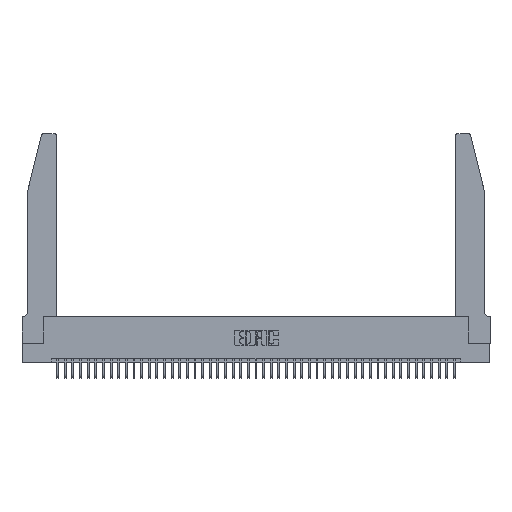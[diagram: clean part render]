
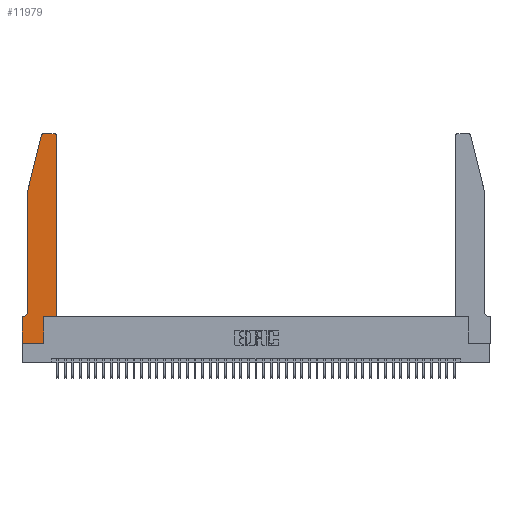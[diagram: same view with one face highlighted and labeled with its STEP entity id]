
A CAD part, top view. The second image highlights one B-rep face of the part: STEP entity #11979.
In plain terms, the highlighted planar face has unit normal (0, 0, 1).
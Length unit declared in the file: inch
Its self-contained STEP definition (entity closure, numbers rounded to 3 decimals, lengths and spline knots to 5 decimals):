
#680 = DIRECTION ( 'NONE',  ( 0., 0., 1. ) ) ;
#836 = VECTOR ( 'NONE', #1142, 39.37008 ) ;
#1142 = DIRECTION ( 'NONE',  ( -0.239, -0.971, 0. ) ) ;
#1698 = VERTEX_POINT ( 'NONE', #12551 ) ;
#1868 = CARTESIAN_POINT ( 'NONE',  ( 0.2865, 0., 0.37 ) ) ;
#1992 = CARTESIAN_POINT ( 'NONE',  ( 0.4205, 2.72, 0.37 ) ) ;
#2354 = CARTESIAN_POINT ( 'NONE',  ( 0.0755, 0.35, 0.37 ) ) ;
#2922 = CARTESIAN_POINT ( 'NONE',  ( 0., 0., 0.37 ) ) ;
#3293 = CIRCLE ( 'NONE', #9077, 0.03 ) ;
#3339 = VERTEX_POINT ( 'NONE', #30994 ) ;
#3408 = AXIS2_PLACEMENT_3D ( 'NONE', #45973, #31199, #13734 ) ;
#3542 = CARTESIAN_POINT ( 'NONE',  ( 0.0055, 0.35, 0.37 ) ) ;
#3569 = LINE ( 'NONE', #26064, #22095 ) ;
#4222 = DIRECTION ( 'NONE',  ( -1., 0., 0. ) ) ;
#4417 = ORIENTED_EDGE ( 'NONE', *, *, #5544, .T. ) ;
#4716 = LINE ( 'NONE', #10073, #35066 ) ;
#4813 = VECTOR ( 'NONE', #4222, 39.37008 ) ;
#5344 = CARTESIAN_POINT ( 'NONE',  ( 0.4505, 0.35, 0.37 ) ) ;
#5544 = EDGE_CURVE ( 'NONE', #35723, #3339, #35107, .T. ) ;
#5760 = VERTEX_POINT ( 'NONE', #3542 ) ;
#6297 = ORIENTED_EDGE ( 'NONE', *, *, #33237, .T. ) ;
#6305 = ORIENTED_EDGE ( 'NONE', *, *, #41001, .T. ) ;
#6898 = VERTEX_POINT ( 'NONE', #40275 ) ;
#7795 = VECTOR ( 'NONE', #30298, 39.37008 ) ;
#8462 = AXIS2_PLACEMENT_3D ( 'NONE', #28666, #24887, #21298 ) ;
#9077 = AXIS2_PLACEMENT_3D ( 'NONE', #1992, #27224, #13096 ) ;
#10073 = CARTESIAN_POINT ( 'NONE',  ( 0., 0., 0.37 ) ) ;
#10269 = DIRECTION ( 'NONE',  ( 0., 1., 0. ) ) ;
#10385 = CIRCLE ( 'NONE', #8462, 0.07 ) ;
#10794 = VECTOR ( 'NONE', #12330, 39.37008 ) ;
#11706 = EDGE_CURVE ( 'NONE', #3339, #21662, #33667, .T. ) ;
#11843 = EDGE_CURVE ( 'NONE', #27514, #6898, #3293, .T. ) ;
#11979 = ADVANCED_FACE ( 'NONE', ( #38132 ), #27233, .T. ) ;
#12031 = LINE ( 'NONE', #33152, #39624 ) ;
#12330 = DIRECTION ( 'NONE',  ( -1., 0., 0. ) ) ;
#12551 = CARTESIAN_POINT ( 'NONE',  ( 0.284, 2.75, 0.37 ) ) ;
#13096 = DIRECTION ( 'NONE',  ( 1., 0., 0. ) ) ;
#13373 = CARTESIAN_POINT ( 'NONE',  ( 0., 0.35, 0.37 ) ) ;
#13734 = DIRECTION ( 'NONE',  ( 1., 0., 0. ) ) ;
#14845 = CIRCLE ( 'NONE', #46282, 0.03 ) ;
#18401 = DIRECTION ( 'NONE',  ( 0., -1., 0. ) ) ;
#18729 = DIRECTION ( 'NONE',  ( 1., 0., 0. ) ) ;
#18761 = LINE ( 'NONE', #39333, #24367 ) ;
#20001 = LINE ( 'NONE', #32353, #4813 ) ;
#20275 = VERTEX_POINT ( 'NONE', #13373 ) ;
#20307 = DIRECTION ( 'NONE',  ( 0., -1., 0. ) ) ;
#21127 = CARTESIAN_POINT ( 'NONE',  ( 0.4505, 0.35, 0.37 ) ) ;
#21298 = DIRECTION ( 'NONE',  ( -1., 0., 0. ) ) ;
#21579 = CARTESIAN_POINT ( 'NONE',  ( 0.25487, 2.72718, 0.37 ) ) ;
#21662 = VERTEX_POINT ( 'NONE', #21127 ) ;
#21803 = CARTESIAN_POINT ( 'NONE',  ( 0.0755, 0.42, 0.37 ) ) ;
#21921 = EDGE_CURVE ( 'NONE', #27137, #27446, #23902, .T. ) ;
#22095 = VECTOR ( 'NONE', #37082, 39.37008 ) ;
#22177 = EDGE_CURVE ( 'NONE', #27446, #39947, #12031, .T. ) ;
#23902 = LINE ( 'NONE', #33341, #836 ) ;
#24231 = DIRECTION ( 'NONE',  ( 0., 1., 0. ) ) ;
#24367 = VECTOR ( 'NONE', #10269, 39.37008 ) ;
#24887 = DIRECTION ( 'NONE',  ( 0., 0., -1. ) ) ;
#25845 = ORIENTED_EDGE ( 'NONE', *, *, #22177, .T. ) ;
#26064 = CARTESIAN_POINT ( 'NONE',  ( 0., 0., 0.37 ) ) ;
#27137 = VERTEX_POINT ( 'NONE', #21579 ) ;
#27224 = DIRECTION ( 'NONE',  ( 0., 0., 1. ) ) ;
#27233 = PLANE ( 'NONE',  #3408 ) ;
#27446 = VERTEX_POINT ( 'NONE', #42463 ) ;
#27514 = VERTEX_POINT ( 'NONE', #38835 ) ;
#27670 = LINE ( 'NONE', #2354, #10794 ) ;
#28243 = EDGE_CURVE ( 'NONE', #5760, #20275, #27670, .T. ) ;
#28666 = CARTESIAN_POINT ( 'NONE',  ( 0.0055, 0.42, 0.37 ) ) ;
#28979 = ORIENTED_EDGE ( 'NONE', *, *, #40727, .T. ) ;
#29894 = CARTESIAN_POINT ( 'NONE',  ( 0.284, 2.72, 0.37 ) ) ;
#30298 = DIRECTION ( 'NONE',  ( 1., 0., 0. ) ) ;
#30994 = CARTESIAN_POINT ( 'NONE',  ( 0.2865, 0.35, 0.37 ) ) ;
#31199 = DIRECTION ( 'NONE',  ( 0., 0., 1. ) ) ;
#31851 = ORIENTED_EDGE ( 'NONE', *, *, #21921, .T. ) ;
#31970 = ORIENTED_EDGE ( 'NONE', *, *, #39890, .T. ) ;
#32353 = CARTESIAN_POINT ( 'NONE',  ( 0.2605, 2.75, 0.37 ) ) ;
#33152 = CARTESIAN_POINT ( 'NONE',  ( 0.0755, 2., 0.37 ) ) ;
#33237 = EDGE_CURVE ( 'NONE', #39947, #5760, #10385, .T. ) ;
#33341 = CARTESIAN_POINT ( 'NONE',  ( 0.0755, 2., 0.37 ) ) ;
#33667 = LINE ( 'NONE', #5344, #7795 ) ;
#34092 = EDGE_CURVE ( 'NONE', #21662, #27514, #18761, .T. ) ;
#34436 = EDGE_CURVE ( 'NONE', #37979, #35723, #3569, .T. ) ;
#35066 = VECTOR ( 'NONE', #20307, 39.37008 ) ;
#35107 = LINE ( 'NONE', #39152, #43535 ) ;
#35496 = ORIENTED_EDGE ( 'NONE', *, *, #11706, .T. ) ;
#35723 = VERTEX_POINT ( 'NONE', #1868 ) ;
#36874 = EDGE_LOOP ( 'NONE', ( #31970, #28979, #31851, #25845, #6297, #45048, #6305, #42036, #4417, #35496, #42476, #41141 ) ) ;
#37082 = DIRECTION ( 'NONE',  ( 1., 0., 0. ) ) ;
#37979 = VERTEX_POINT ( 'NONE', #2922 ) ;
#38132 = FACE_OUTER_BOUND ( 'NONE', #36874, .T. ) ;
#38835 = CARTESIAN_POINT ( 'NONE',  ( 0.4505, 2.72, 0.37 ) ) ;
#39152 = CARTESIAN_POINT ( 'NONE',  ( 0.2865, 0.35, 0.37 ) ) ;
#39333 = CARTESIAN_POINT ( 'NONE',  ( 0.4505, 0.35, 0.37 ) ) ;
#39624 = VECTOR ( 'NONE', #18401, 39.37008 ) ;
#39890 = EDGE_CURVE ( 'NONE', #6898, #1698, #20001, .T. ) ;
#39947 = VERTEX_POINT ( 'NONE', #21803 ) ;
#40275 = CARTESIAN_POINT ( 'NONE',  ( 0.4205, 2.75, 0.37 ) ) ;
#40727 = EDGE_CURVE ( 'NONE', #1698, #27137, #14845, .T. ) ;
#41001 = EDGE_CURVE ( 'NONE', #20275, #37979, #4716, .T. ) ;
#41141 = ORIENTED_EDGE ( 'NONE', *, *, #11843, .T. ) ;
#42036 = ORIENTED_EDGE ( 'NONE', *, *, #34436, .T. ) ;
#42463 = CARTESIAN_POINT ( 'NONE',  ( 0.0755, 2., 0.37 ) ) ;
#42476 = ORIENTED_EDGE ( 'NONE', *, *, #34092, .T. ) ;
#43535 = VECTOR ( 'NONE', #24231, 39.37008 ) ;
#45048 = ORIENTED_EDGE ( 'NONE', *, *, #28243, .T. ) ;
#45973 = CARTESIAN_POINT ( 'NONE',  ( 0., 0.35, 0.37 ) ) ;
#46282 = AXIS2_PLACEMENT_3D ( 'NONE', #29894, #680, #18729 ) ;
